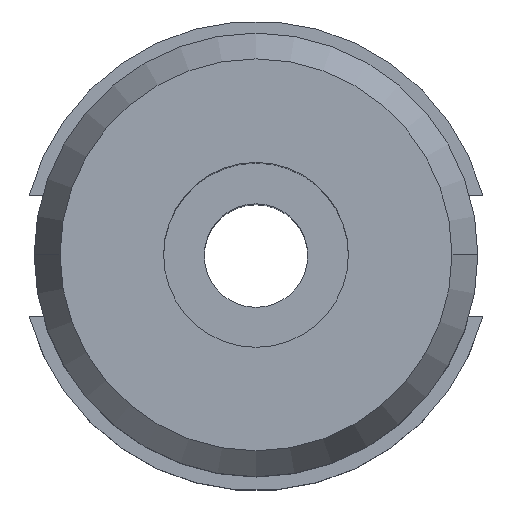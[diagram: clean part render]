
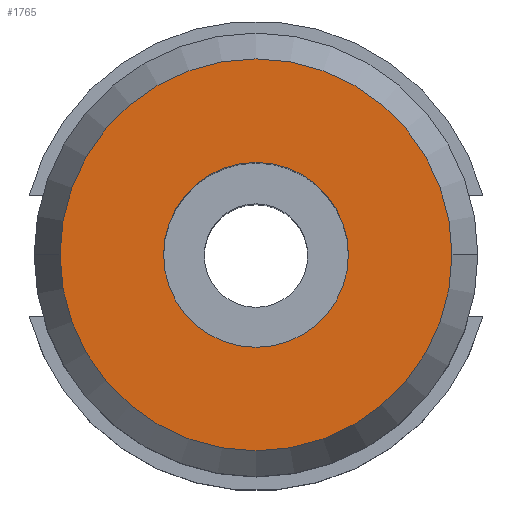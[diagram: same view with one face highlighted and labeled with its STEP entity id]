
A CAD part, top view. The second image highlights one B-rep face of the part: STEP entity #1765.
In plain terms, the highlighted planar face has unit normal (0, 0, 1).
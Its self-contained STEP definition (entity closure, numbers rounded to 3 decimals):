
#46 = CARTESIAN_POINT ( 'NONE',  ( 0., 0., 101.6 ) ) ;
#105 = EDGE_CURVE ( 'NONE', #1453, #1418, #274, .T. ) ;
#183 = DIRECTION ( 'NONE',  ( -1., 0., 0. ) ) ;
#260 = DIRECTION ( 'NONE',  ( -1., 0., 0. ) ) ;
#261 = AXIS2_PLACEMENT_3D ( 'NONE', #848, #642, #1322 ) ;
#267 = ORIENTED_EDGE ( 'NONE', *, *, #105, .F. ) ;
#274 = CIRCLE ( 'NONE', #261, 26.5 ) ;
#388 = VERTEX_POINT ( 'NONE', #1763 ) ;
#391 = FACE_OUTER_BOUND ( 'NONE', #1081, .T. ) ;
#414 = EDGE_CURVE ( 'NONE', #1418, #1453, #1258, .T. ) ;
#431 = AXIS2_PLACEMENT_3D ( 'NONE', #1193, #750, #1422 ) ;
#439 = CARTESIAN_POINT ( 'NONE',  ( 26.5, 0., 101.6 ) ) ;
#538 = AXIS2_PLACEMENT_3D ( 'NONE', #46, #873, #183 ) ;
#570 = DIRECTION ( 'NONE',  ( 0., 0., -1. ) ) ;
#580 = DIRECTION ( 'NONE',  ( -1., 0., 0. ) ) ;
#630 = CIRCLE ( 'NONE', #538, 12.5 ) ;
#642 = DIRECTION ( 'NONE',  ( 0., 0., -1. ) ) ;
#667 = DIRECTION ( 'NONE',  ( 0., 0., -1. ) ) ;
#671 = VERTEX_POINT ( 'NONE', #1679 ) ;
#709 = ORIENTED_EDGE ( 'NONE', *, *, #414, .F. ) ;
#741 = AXIS2_PLACEMENT_3D ( 'NONE', #1451, #570, #580 ) ;
#743 = CARTESIAN_POINT ( 'NONE',  ( -26.5, 0., 101.6 ) ) ;
#750 = DIRECTION ( 'NONE',  ( 0., 0., 1. ) ) ;
#805 = FACE_BOUND ( 'NONE', #1338, .T. ) ;
#830 = EDGE_CURVE ( 'NONE', #388, #671, #630, .T. ) ;
#848 = CARTESIAN_POINT ( 'NONE',  ( 0., 0., 101.6 ) ) ;
#855 = ORIENTED_EDGE ( 'NONE', *, *, #830, .T. ) ;
#873 = DIRECTION ( 'NONE',  ( 0., 0., -1. ) ) ;
#1081 = EDGE_LOOP ( 'NONE', ( #709, #267 ) ) ;
#1130 = ORIENTED_EDGE ( 'NONE', *, *, #1650, .T. ) ;
#1193 = CARTESIAN_POINT ( 'NONE',  ( 0., 26.5, 101.6 ) ) ;
#1258 = CIRCLE ( 'NONE', #1753, 26.5 ) ;
#1322 = DIRECTION ( 'NONE',  ( -1., 0., 0. ) ) ;
#1338 = EDGE_LOOP ( 'NONE', ( #855, #1130 ) ) ;
#1418 = VERTEX_POINT ( 'NONE', #743 ) ;
#1422 = DIRECTION ( 'NONE',  ( 1., 0., 0. ) ) ;
#1451 = CARTESIAN_POINT ( 'NONE',  ( 0., 0., 101.6 ) ) ;
#1453 = VERTEX_POINT ( 'NONE', #439 ) ;
#1564 = PLANE ( 'NONE',  #431 ) ;
#1650 = EDGE_CURVE ( 'NONE', #671, #388, #1654, .T. ) ;
#1654 = CIRCLE ( 'NONE', #741, 12.5 ) ;
#1679 = CARTESIAN_POINT ( 'NONE',  ( 12.5, 0., 101.6 ) ) ;
#1753 = AXIS2_PLACEMENT_3D ( 'NONE', #1754, #667, #260 ) ;
#1754 = CARTESIAN_POINT ( 'NONE',  ( 0., 0., 101.6 ) ) ;
#1763 = CARTESIAN_POINT ( 'NONE',  ( -12.5, 0., 101.6 ) ) ;
#1765 = ADVANCED_FACE ( 'NONE', ( #805, #391 ), #1564, .T. ) ;
